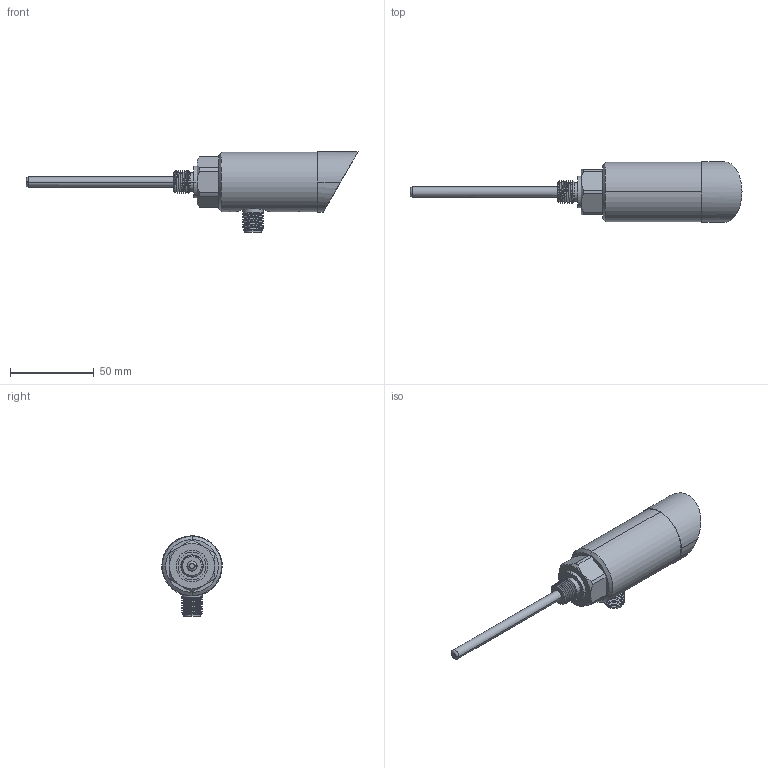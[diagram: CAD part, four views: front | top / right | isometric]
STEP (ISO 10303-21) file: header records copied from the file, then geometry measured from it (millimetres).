
FILE_DESCRIPTION (( 'STEP AP214' ), '1' );
FILE_NAME ('TS300-G14M-L100-D6.STEP', '2021-08-02T01:10:46', ( '' ), ( '' ), 'SwSTEP 2.0', 'SolidWorks 2018', '' );
FILE_SCHEMA (( 'AUTOMOTIVE_DESIGN' ));
Length unit declared in the file: millimetre
Products named in the file (8): PS300-XSK-3D.stp; FS210-M12-5-3D.stp; TS300-G14M-L100-D6; TS300-G14M-L100-D6.stp; HSHSM-5.stp; M12X1-5P-3D_ASM.stp; PS300-01-3D.stp; TS300-G14M-6-L100-3D.stp
Assembly tree (7 placements, depth 4):
  TS300-G14M-L100-D6
    TS300-G14M-L100-D6.stp
      M12X1-5P-3D_ASM.stp
        FS210-M12-5-3D.stp
        HSHSM-5.stp
      PS300-XSK-3D.stp
      PS300-01-3D.stp
      TS300-G14M-6-L100-3D.stp
Bounding box: 198 x 36 x 47.9 mm (x, y, z)
Volume: 41706.2 mm3; surface area: 21972.7 mm2
Topology: 4 solids, 7 shells, 453 faces, 1215 edges, 796 vertices
Faces by surface type: plane 289, cylinder 96, cone 24, bspline 20, sphere 20, torus 4
Entity records: 19060 total; most frequent: CARTESIAN_POINT 7831, ORIENTED_EDGE 2330, DIRECTION 2123, EDGE_CURVE 1171, VECTOR 825, LINE 825, VERTEX_POINT 776, AXIS2_PLACEMENT_3D 649
